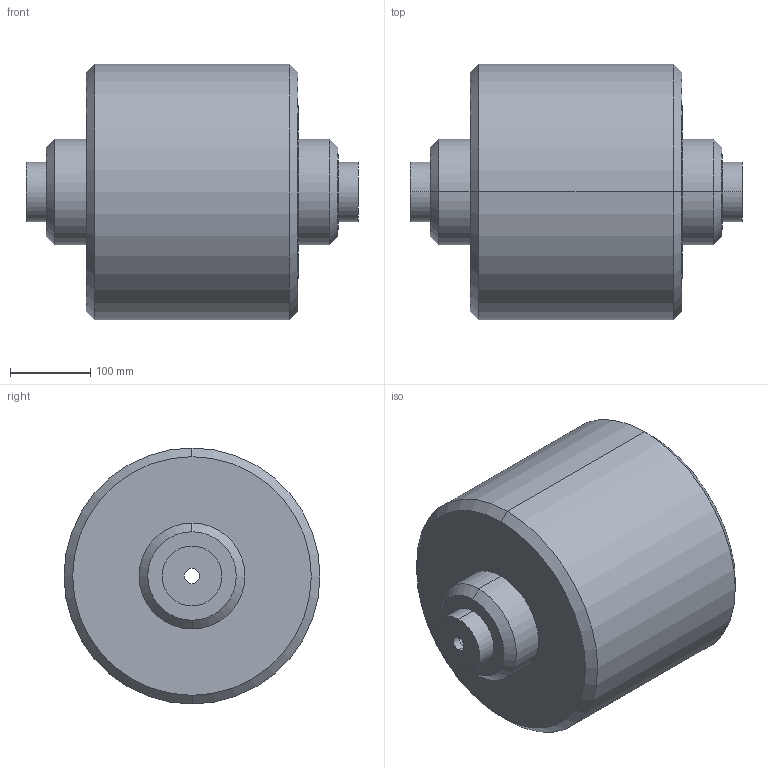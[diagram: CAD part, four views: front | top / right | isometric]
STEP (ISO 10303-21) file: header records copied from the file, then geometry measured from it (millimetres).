
FILE_DESCRIPTION (( 'STEP AP203' ), '1' );
FILE_NAME ('motor casing.STEP', '2022-06-16T00:17:00', ( '' ), ( '' ), 'SwSTEP 2.0', 'SolidWorks 2021', '' );
FILE_SCHEMA (( 'CONFIG_CONTROL_DESIGN' ));
Length unit declared in the file: millimetre
Products named in the file (1): motor casing
Bounding box: 415 x 320 x 320 mm (x, y, z)
Volume: 4335873.4 mm3; surface area: 868464.3 mm2
Topology: 1 solids, 1 shells, 56 faces, 112 edges, 68 vertices
Faces by surface type: cylinder 24, cone 20, plane 12
Entity records: 1545 total; most frequent: DIRECTION 294, CARTESIAN_POINT 237, ORIENTED_EDGE 224, AXIS2_PLACEMENT_3D 125, EDGE_CURVE 112, EDGE_LOOP 68, VERTEX_POINT 68, CIRCLE 68
